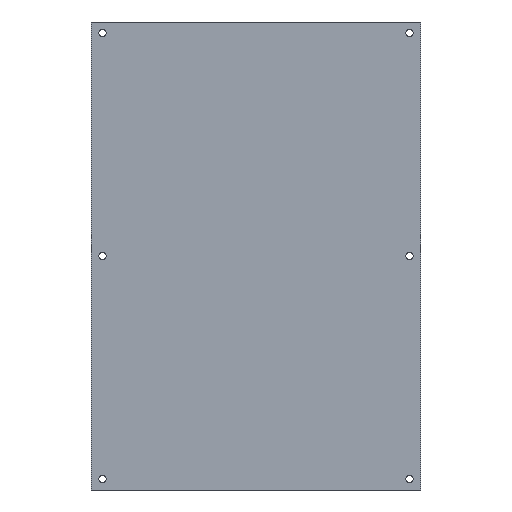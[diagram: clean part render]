
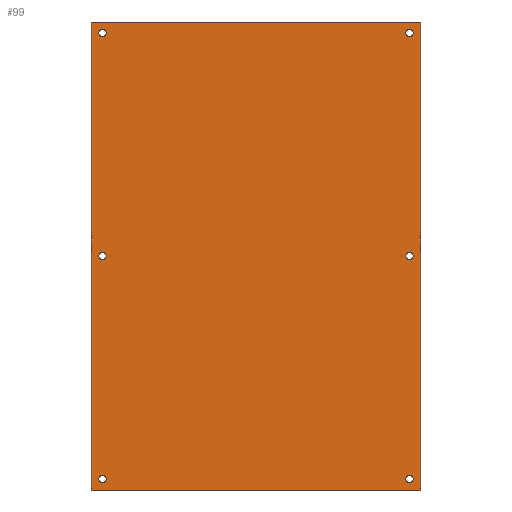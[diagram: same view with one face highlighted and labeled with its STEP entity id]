
A CAD part, front view. The second image highlights one B-rep face of the part: STEP entity #99.
In plain terms, the highlighted planar face has unit normal (0, -1, 0).
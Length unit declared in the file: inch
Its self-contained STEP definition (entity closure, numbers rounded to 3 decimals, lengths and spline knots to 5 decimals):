
#2 = AXIS2_PLACEMENT_3D ( 'NONE', #473, #678, #528 ) ;
#3 = AXIS2_PLACEMENT_3D ( 'NONE', #145, #260, #152 ) ;
#5 = CIRCLE ( 'NONE', #89, 0.25 ) ;
#21 = DIRECTION ( 'NONE',  ( 0., 0., -1. ) ) ;
#28 = VERTEX_POINT ( 'NONE', #618 ) ;
#31 = EDGE_LOOP ( 'NONE', ( #676, #603 ) ) ;
#33 = DIRECTION ( 'NONE',  ( 0., 0., 1. ) ) ;
#44 = FACE_BOUND ( 'NONE', #413, .T. ) ;
#46 = CIRCLE ( 'NONE', #394, 0.25 ) ;
#47 = VERTEX_POINT ( 'NONE', #675 ) ;
#48 = CARTESIAN_POINT ( 'NONE',  ( -10.5, 0., 0.25 ) ) ;
#49 = VECTOR ( 'NONE', #414, 39.37008 ) ;
#54 = CARTESIAN_POINT ( 'NONE',  ( 10.5, 0., 0. ) ) ;
#56 = FACE_BOUND ( 'NONE', #31, .T. ) ;
#64 = CIRCLE ( 'NONE', #419, 0.25 ) ;
#65 = DIRECTION ( 'NONE',  ( 0., -1., 0. ) ) ;
#66 = ORIENTED_EDGE ( 'NONE', *, *, #346, .F. ) ;
#68 = VERTEX_POINT ( 'NONE', #624 ) ;
#70 = EDGE_LOOP ( 'NONE', ( #101, #677 ) ) ;
#86 = CIRCLE ( 'NONE', #651, 0.25 ) ;
#88 = VERTEX_POINT ( 'NONE', #156 ) ;
#89 = AXIS2_PLACEMENT_3D ( 'NONE', #285, #246, #340 ) ;
#95 = ORIENTED_EDGE ( 'NONE', *, *, #180, .F. ) ;
#96 = DIRECTION ( 'NONE',  ( 0., -1., 0. ) ) ;
#99 = ADVANCED_FACE ( 'NONE', ( #587, #44, #201, #459, #206, #535, #56 ), #105, .F. ) ;
#101 = ORIENTED_EDGE ( 'NONE', *, *, #491, .F. ) ;
#105 = PLANE ( 'NONE',  #3 ) ;
#107 = ORIENTED_EDGE ( 'NONE', *, *, #497, .F. ) ;
#114 = EDGE_CURVE ( 'NONE', #245, #120, #86, .T. ) ;
#118 = AXIS2_PLACEMENT_3D ( 'NONE', #286, #395, #21 ) ;
#120 = VERTEX_POINT ( 'NONE', #237 ) ;
#125 = CIRCLE ( 'NONE', #211, 0.25 ) ;
#126 = EDGE_CURVE ( 'NONE', #47, #571, #529, .T. ) ;
#129 = AXIS2_PLACEMENT_3D ( 'NONE', #396, #667, #613 ) ;
#130 = CARTESIAN_POINT ( 'NONE',  ( -10.5, 0., 15.25 ) ) ;
#132 = CARTESIAN_POINT ( 'NONE',  ( 10.5, 0., 15.25 ) ) ;
#145 = CARTESIAN_POINT ( 'NONE',  ( -11.25, 0., 16. ) ) ;
#149 = ORIENTED_EDGE ( 'NONE', *, *, #663, .F. ) ;
#152 = DIRECTION ( 'NONE',  ( 0., 0., 1. ) ) ;
#153 = VERTEX_POINT ( 'NONE', #249 ) ;
#156 = CARTESIAN_POINT ( 'NONE',  ( 10.5, 0., 15.5 ) ) ;
#161 = DIRECTION ( 'NONE',  ( 0., 0., -1. ) ) ;
#166 = CIRCLE ( 'NONE', #431, 0.25 ) ;
#178 = DIRECTION ( 'NONE',  ( 0., 0., -1. ) ) ;
#179 = CARTESIAN_POINT ( 'NONE',  ( -10.5, 0., -15.25 ) ) ;
#180 = EDGE_CURVE ( 'NONE', #584, #305, #649, .T. ) ;
#182 = CARTESIAN_POINT ( 'NONE',  ( -10.5, 0., 15. ) ) ;
#187 = EDGE_LOOP ( 'NONE', ( #602, #149, #411, #512 ) ) ;
#194 = DIRECTION ( 'NONE',  ( 0., -1., 0. ) ) ;
#195 = CARTESIAN_POINT ( 'NONE',  ( -10.5, 0., 0. ) ) ;
#201 = FACE_BOUND ( 'NONE', #70, .T. ) ;
#206 = FACE_BOUND ( 'NONE', #460, .T. ) ;
#207 = CARTESIAN_POINT ( 'NONE',  ( 11.25, 0., 16. ) ) ;
#211 = AXIS2_PLACEMENT_3D ( 'NONE', #342, #358, #580 ) ;
#213 = ORIENTED_EDGE ( 'NONE', *, *, #225, .F. ) ;
#219 = EDGE_LOOP ( 'NONE', ( #107, #213 ) ) ;
#225 = EDGE_CURVE ( 'NONE', #643, #28, #166, .T. ) ;
#237 = CARTESIAN_POINT ( 'NONE',  ( -10.5, 0., -0.25 ) ) ;
#239 = CARTESIAN_POINT ( 'NONE',  ( 10.5, 0., 15. ) ) ;
#245 = VERTEX_POINT ( 'NONE', #48 ) ;
#246 = DIRECTION ( 'NONE',  ( 0., -1., 0. ) ) ;
#249 = CARTESIAN_POINT ( 'NONE',  ( -10.5, 0., -15.5 ) ) ;
#254 = CARTESIAN_POINT ( 'NONE',  ( -11.25, 0., -16. ) ) ;
#259 = VECTOR ( 'NONE', #161, 39.37008 ) ;
#260 = DIRECTION ( 'NONE',  ( 0., 1., 0. ) ) ;
#271 = EDGE_CURVE ( 'NONE', #433, #68, #523, .T. ) ;
#273 = VERTEX_POINT ( 'NONE', #418 ) ;
#285 = CARTESIAN_POINT ( 'NONE',  ( -10.5, 0., 15.25 ) ) ;
#286 = CARTESIAN_POINT ( 'NONE',  ( -10.5, 0., -15.25 ) ) ;
#295 = DIRECTION ( 'NONE',  ( 0., -1., 0. ) ) ;
#303 = EDGE_CURVE ( 'NONE', #153, #552, #64, .T. ) ;
#305 = VERTEX_POINT ( 'NONE', #458 ) ;
#326 = CIRCLE ( 'NONE', #118, 0.25 ) ;
#330 = ORIENTED_EDGE ( 'NONE', *, *, #425, .F. ) ;
#336 = AXIS2_PLACEMENT_3D ( 'NONE', #542, #65, #598 ) ;
#340 = DIRECTION ( 'NONE',  ( 0., 0., -1. ) ) ;
#342 = CARTESIAN_POINT ( 'NONE',  ( -10.5, 0., 0. ) ) ;
#344 = DIRECTION ( 'NONE',  ( 0., 0., -1. ) ) ;
#346 = EDGE_CURVE ( 'NONE', #552, #153, #326, .T. ) ;
#347 = LINE ( 'NONE', #514, #610 ) ;
#353 = EDGE_CURVE ( 'NONE', #550, #88, #503, .T. ) ;
#358 = DIRECTION ( 'NONE',  ( 0., -1., 0. ) ) ;
#376 = AXIS2_PLACEMENT_3D ( 'NONE', #132, #611, #617 ) ;
#392 = EDGE_CURVE ( 'NONE', #273, #531, #596, .T. ) ;
#394 = AXIS2_PLACEMENT_3D ( 'NONE', #658, #96, #178 ) ;
#395 = DIRECTION ( 'NONE',  ( 0., -1., 0. ) ) ;
#396 = CARTESIAN_POINT ( 'NONE',  ( 10.5, 0., 15.25 ) ) ;
#411 = ORIENTED_EDGE ( 'NONE', *, *, #271, .F. ) ;
#413 = EDGE_LOOP ( 'NONE', ( #548, #66 ) ) ;
#414 = DIRECTION ( 'NONE',  ( 1., 0., 0. ) ) ;
#418 = CARTESIAN_POINT ( 'NONE',  ( -10.5, 0., 15.5 ) ) ;
#419 = AXIS2_PLACEMENT_3D ( 'NONE', #179, #295, #344 ) ;
#420 = DIRECTION ( 'NONE',  ( -1., 0., 0. ) ) ;
#425 = EDGE_CURVE ( 'NONE', #531, #273, #5, .T. ) ;
#428 = CARTESIAN_POINT ( 'NONE',  ( -11.25, 0., -16. ) ) ;
#431 = AXIS2_PLACEMENT_3D ( 'NONE', #54, #194, #586 ) ;
#433 = VERTEX_POINT ( 'NONE', #566 ) ;
#448 = DIRECTION ( 'NONE',  ( 0., -1., 0. ) ) ;
#455 = CARTESIAN_POINT ( 'NONE',  ( -10.5, 0., -15. ) ) ;
#458 = CARTESIAN_POINT ( 'NONE',  ( 10.5, 0., -15. ) ) ;
#459 = FACE_BOUND ( 'NONE', #640, .T. ) ;
#460 = EDGE_LOOP ( 'NONE', ( #95, #526 ) ) ;
#473 = CARTESIAN_POINT ( 'NONE',  ( 10.5, 0., -15.25 ) ) ;
#477 = CARTESIAN_POINT ( 'NONE',  ( 10.5, 0., 0.25 ) ) ;
#482 = VECTOR ( 'NONE', #420, 39.37008 ) ;
#490 = CIRCLE ( 'NONE', #336, 0.25 ) ;
#491 = EDGE_CURVE ( 'NONE', #120, #245, #125, .T. ) ;
#497 = EDGE_CURVE ( 'NONE', #28, #643, #46, .T. ) ;
#503 = CIRCLE ( 'NONE', #376, 0.25 ) ;
#504 = EDGE_CURVE ( 'NONE', #88, #550, #527, .T. ) ;
#512 = ORIENTED_EDGE ( 'NONE', *, *, #539, .F. ) ;
#514 = CARTESIAN_POINT ( 'NONE',  ( -11.25, 0., 16. ) ) ;
#519 = DIRECTION ( 'NONE',  ( 0., 0., -1. ) ) ;
#523 = LINE ( 'NONE', #674, #49 ) ;
#526 = ORIENTED_EDGE ( 'NONE', *, *, #576, .F. ) ;
#527 = CIRCLE ( 'NONE', #129, 0.25 ) ;
#528 = DIRECTION ( 'NONE',  ( 0., 0., -1. ) ) ;
#529 = LINE ( 'NONE', #254, #482 ) ;
#531 = VERTEX_POINT ( 'NONE', #182 ) ;
#535 = FACE_BOUND ( 'NONE', #219, .T. ) ;
#539 = EDGE_CURVE ( 'NONE', #571, #433, #347, .T. ) ;
#542 = CARTESIAN_POINT ( 'NONE',  ( 10.5, 0., -15.25 ) ) ;
#545 = CARTESIAN_POINT ( 'NONE',  ( 10.5, 0., -15.5 ) ) ;
#548 = ORIENTED_EDGE ( 'NONE', *, *, #303, .F. ) ;
#550 = VERTEX_POINT ( 'NONE', #239 ) ;
#552 = VERTEX_POINT ( 'NONE', #455 ) ;
#566 = CARTESIAN_POINT ( 'NONE',  ( -11.25, 0., 16. ) ) ;
#571 = VERTEX_POINT ( 'NONE', #428 ) ;
#576 = EDGE_CURVE ( 'NONE', #305, #584, #490, .T. ) ;
#580 = DIRECTION ( 'NONE',  ( 0., 0., -1. ) ) ;
#584 = VERTEX_POINT ( 'NONE', #545 ) ;
#585 = ORIENTED_EDGE ( 'NONE', *, *, #392, .F. ) ;
#586 = DIRECTION ( 'NONE',  ( 0., 0., -1. ) ) ;
#587 = FACE_OUTER_BOUND ( 'NONE', #187, .T. ) ;
#596 = CIRCLE ( 'NONE', #672, 0.25 ) ;
#598 = DIRECTION ( 'NONE',  ( 0., 0., -1. ) ) ;
#602 = ORIENTED_EDGE ( 'NONE', *, *, #126, .F. ) ;
#603 = ORIENTED_EDGE ( 'NONE', *, *, #504, .F. ) ;
#610 = VECTOR ( 'NONE', #33, 39.37008 ) ;
#611 = DIRECTION ( 'NONE',  ( 0., -1., 0. ) ) ;
#613 = DIRECTION ( 'NONE',  ( 0., 0., -1. ) ) ;
#617 = DIRECTION ( 'NONE',  ( 0., 0., -1. ) ) ;
#618 = CARTESIAN_POINT ( 'NONE',  ( 10.5, 0., -0.25 ) ) ;
#624 = CARTESIAN_POINT ( 'NONE',  ( 11.25, 0., 16. ) ) ;
#639 = LINE ( 'NONE', #207, #259 ) ;
#640 = EDGE_LOOP ( 'NONE', ( #330, #585 ) ) ;
#643 = VERTEX_POINT ( 'NONE', #477 ) ;
#649 = CIRCLE ( 'NONE', #2, 0.25 ) ;
#651 = AXIS2_PLACEMENT_3D ( 'NONE', #195, #684, #519 ) ;
#658 = CARTESIAN_POINT ( 'NONE',  ( 10.5, 0., 0. ) ) ;
#659 = DIRECTION ( 'NONE',  ( 0., 0., -1. ) ) ;
#663 = EDGE_CURVE ( 'NONE', #68, #47, #639, .T. ) ;
#667 = DIRECTION ( 'NONE',  ( 0., -1., 0. ) ) ;
#672 = AXIS2_PLACEMENT_3D ( 'NONE', #130, #448, #659 ) ;
#674 = CARTESIAN_POINT ( 'NONE',  ( -11.25, 0., 16. ) ) ;
#675 = CARTESIAN_POINT ( 'NONE',  ( 11.25, 0., -16. ) ) ;
#676 = ORIENTED_EDGE ( 'NONE', *, *, #353, .F. ) ;
#677 = ORIENTED_EDGE ( 'NONE', *, *, #114, .F. ) ;
#678 = DIRECTION ( 'NONE',  ( 0., -1., 0. ) ) ;
#684 = DIRECTION ( 'NONE',  ( 0., -1., 0. ) ) ;
